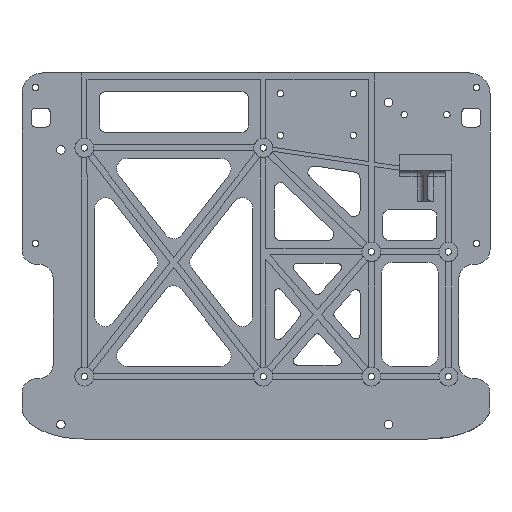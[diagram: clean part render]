
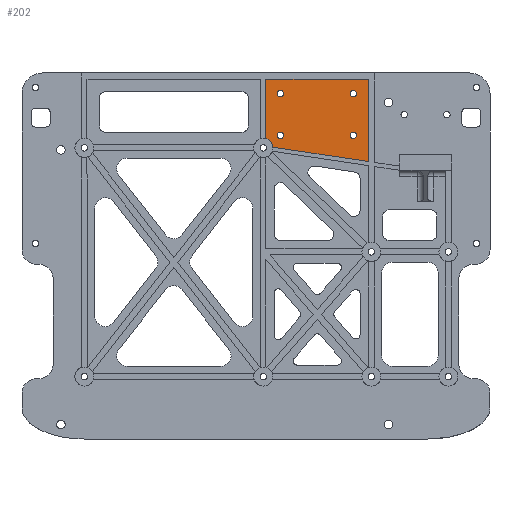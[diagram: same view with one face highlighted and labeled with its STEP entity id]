
A CAD part, front view. The second image highlights one B-rep face of the part: STEP entity #202.
In plain terms, the highlighted planar face has unit normal (0, -1, 0).
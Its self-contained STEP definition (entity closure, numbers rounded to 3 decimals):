
#48 = CARTESIAN_POINT ( 'NONE',  ( 4.75, 0., 86. ) ) ;
#139 = DIRECTION ( 'NONE',  ( 0., 0., -1. ) ) ;
#147 = CARTESIAN_POINT ( 'NONE',  ( 46.75, 0., 59. ) ) ;
#192 = LINE ( 'NONE', #6602, #12350 ) ;
#202 = ADVANCED_FACE ( 'NONE', ( #17826, #11047, #3681, #408, #4109 ), #7169, .F. ) ;
#231 = DIRECTION ( 'NONE',  ( 0., 0., 1. ) ) ;
#288 = CARTESIAN_POINT ( 'NONE',  ( 4.75, 0., 57.375 ) ) ;
#408 = FACE_BOUND ( 'NONE', #952, .T. ) ;
#437 = EDGE_CURVE ( 'NONE', #8616, #7409, #192, .T. ) ;
#679 = EDGE_CURVE ( 'NONE', #4193, #8616, #7365, .T. ) ;
#952 = EDGE_LOOP ( 'NONE', ( #16997, #17510 ) ) ;
#1027 = VECTOR ( 'NONE', #14512, 1000. ) ;
#1217 = DIRECTION ( 'NONE',  ( 0., -1., 0. ) ) ;
#1328 = DIRECTION ( 'NONE',  ( 0., 0., -1. ) ) ;
#1488 = EDGE_CURVE ( 'NONE', #8034, #8657, #1904, .T. ) ;
#1533 = AXIS2_PLACEMENT_3D ( 'NONE', #9499, #1217, #2414 ) ;
#1694 = EDGE_CURVE ( 'NONE', #7409, #3760, #2980, .T. ) ;
#1904 = CIRCLE ( 'NONE', #5253, 1.55 ) ;
#2350 = CIRCLE ( 'NONE', #6477, 1.55 ) ;
#2414 = DIRECTION ( 'NONE',  ( 0., 0., 1. ) ) ;
#2971 = DIRECTION ( 'NONE',  ( 0., -1., 0. ) ) ;
#2974 = LINE ( 'NONE', #48, #1027 ) ;
#2980 = CIRCLE ( 'NONE', #1533, 4.55 ) ;
#3082 = EDGE_LOOP ( 'NONE', ( #17011, #14998, #14996, #16740, #9140 ) ) ;
#3574 = CARTESIAN_POINT ( 'NONE',  ( 8.039, 0., 53.321 ) ) ;
#3681 = FACE_BOUND ( 'NONE', #4172, .T. ) ;
#3702 = CARTESIAN_POINT ( 'NONE',  ( 11.75, 0., 59. ) ) ;
#3726 = AXIS2_PLACEMENT_3D ( 'NONE', #17066, #8724, #231 ) ;
#3760 = VERTEX_POINT ( 'NONE', #9807 ) ;
#3977 = DIRECTION ( 'NONE',  ( 0., 0., -1. ) ) ;
#4036 = EDGE_CURVE ( 'NONE', #11963, #12066, #6743, .T. ) ;
#4054 = CARTESIAN_POINT ( 'NONE',  ( 46.75, 0., 80.55 ) ) ;
#4079 = AXIS2_PLACEMENT_3D ( 'NONE', #147, #5570, #4359 ) ;
#4109 = FACE_OUTER_BOUND ( 'NONE', #3082, .T. ) ;
#4172 = EDGE_LOOP ( 'NONE', ( #15624, #8590 ) ) ;
#4193 = VERTEX_POINT ( 'NONE', #9249 ) ;
#4285 = DIRECTION ( 'NONE',  ( 0., -1., 0. ) ) ;
#4359 = DIRECTION ( 'NONE',  ( 0., 0., -1. ) ) ;
#4507 = VERTEX_POINT ( 'NONE', #17289 ) ;
#4862 = AXIS2_PLACEMENT_3D ( 'NONE', #17206, #6084, #7489 ) ;
#5253 = AXIS2_PLACEMENT_3D ( 'NONE', #3702, #17625, #17379 ) ;
#5347 = EDGE_CURVE ( 'NONE', #14387, #15082, #10144, .T. ) ;
#5375 = DIRECTION ( 'NONE',  ( 0., -1., 0. ) ) ;
#5570 = DIRECTION ( 'NONE',  ( 0., -1., 0. ) ) ;
#5666 = CARTESIAN_POINT ( 'NONE',  ( 46.75, 0., 60.55 ) ) ;
#6084 = DIRECTION ( 'NONE',  ( 0., -1., 0. ) ) ;
#6238 = CARTESIAN_POINT ( 'NONE',  ( 46.75, 0., 79. ) ) ;
#6477 = AXIS2_PLACEMENT_3D ( 'NONE', #12596, #4285, #139 ) ;
#6602 = CARTESIAN_POINT ( 'NONE',  ( 69., 0., 44.2 ) ) ;
#6710 = DIRECTION ( 'NONE',  ( 0., -1., 0. ) ) ;
#6720 = CARTESIAN_POINT ( 'NONE',  ( 54., 0., 7.296 ) ) ;
#6741 = EDGE_CURVE ( 'NONE', #4507, #4193, #2974, .T. ) ;
#6743 = CIRCLE ( 'NONE', #15071, 1.55 ) ;
#6889 = CARTESIAN_POINT ( 'NONE',  ( 11.75, 0., 80.55 ) ) ;
#7169 = PLANE ( 'NONE',  #3726 ) ;
#7229 = DIRECTION ( 'NONE',  ( 0., 0., -1. ) ) ;
#7365 = LINE ( 'NONE', #6720, #17374 ) ;
#7409 = VERTEX_POINT ( 'NONE', #3574 ) ;
#7463 = DIRECTION ( 'NONE',  ( 0., -1., 0. ) ) ;
#7489 = DIRECTION ( 'NONE',  ( 0., 0., -1. ) ) ;
#7602 = EDGE_CURVE ( 'NONE', #8657, #8034, #17953, .T. ) ;
#7869 = AXIS2_PLACEMENT_3D ( 'NONE', #8256, #5375, #3977 ) ;
#8034 = VERTEX_POINT ( 'NONE', #10388 ) ;
#8225 = CIRCLE ( 'NONE', #4079, 1.55 ) ;
#8256 = CARTESIAN_POINT ( 'NONE',  ( 46.75, 0., 79. ) ) ;
#8521 = CARTESIAN_POINT ( 'NONE',  ( 46.75, 0., 77.45 ) ) ;
#8590 = ORIENTED_EDGE ( 'NONE', *, *, #1488, .F. ) ;
#8616 = VERTEX_POINT ( 'NONE', #14662 ) ;
#8657 = VERTEX_POINT ( 'NONE', #11798 ) ;
#8724 = DIRECTION ( 'NONE',  ( 0., 1., 0. ) ) ;
#9140 = ORIENTED_EDGE ( 'NONE', *, *, #437, .F. ) ;
#9249 = CARTESIAN_POINT ( 'NONE',  ( 54., 0., 86. ) ) ;
#9498 = EDGE_CURVE ( 'NONE', #12066, #11963, #12832, .T. ) ;
#9499 = CARTESIAN_POINT ( 'NONE',  ( 3.5, 0., 53. ) ) ;
#9807 = CARTESIAN_POINT ( 'NONE',  ( 4.75, 0., 57.375 ) ) ;
#10132 = ORIENTED_EDGE ( 'NONE', *, *, #4036, .F. ) ;
#10144 = CIRCLE ( 'NONE', #10175, 1.55 ) ;
#10175 = AXIS2_PLACEMENT_3D ( 'NONE', #12779, #2971, #7229 ) ;
#10206 = EDGE_CURVE ( 'NONE', #15082, #14387, #2350, .T. ) ;
#10259 = ORIENTED_EDGE ( 'NONE', *, *, #10206, .F. ) ;
#10388 = CARTESIAN_POINT ( 'NONE',  ( 11.75, 0., 60.55 ) ) ;
#10642 = VERTEX_POINT ( 'NONE', #5666 ) ;
#10740 = CARTESIAN_POINT ( 'NONE',  ( 11.75, 0., 77.45 ) ) ;
#11047 = FACE_BOUND ( 'NONE', #14630, .T. ) ;
#11174 = EDGE_CURVE ( 'NONE', #10642, #16329, #17948, .T. ) ;
#11238 = VECTOR ( 'NONE', #13270, 1000. ) ;
#11798 = CARTESIAN_POINT ( 'NONE',  ( 11.75, 0., 57.45 ) ) ;
#11939 = DIRECTION ( 'NONE',  ( -0.989, 0., 0.148 ) ) ;
#11963 = VERTEX_POINT ( 'NONE', #4054 ) ;
#11966 = ORIENTED_EDGE ( 'NONE', *, *, #9498, .F. ) ;
#12066 = VERTEX_POINT ( 'NONE', #8521 ) ;
#12350 = VECTOR ( 'NONE', #11939, 1000. ) ;
#12596 = CARTESIAN_POINT ( 'NONE',  ( 11.75, 0., 79. ) ) ;
#12779 = CARTESIAN_POINT ( 'NONE',  ( 11.75, 0., 79. ) ) ;
#12832 = CIRCLE ( 'NONE', #7869, 1.55 ) ;
#12959 = DIRECTION ( 'NONE',  ( 0., 0., -1. ) ) ;
#13270 = DIRECTION ( 'NONE',  ( 0., 0., 1. ) ) ;
#13794 = EDGE_CURVE ( 'NONE', #16329, #10642, #8225, .T. ) ;
#13846 = LINE ( 'NONE', #288, #11238 ) ;
#13940 = AXIS2_PLACEMENT_3D ( 'NONE', #15031, #6710, #16478 ) ;
#14387 = VERTEX_POINT ( 'NONE', #10740 ) ;
#14512 = DIRECTION ( 'NONE',  ( 1., 0., 0. ) ) ;
#14630 = EDGE_LOOP ( 'NONE', ( #17279, #10259 ) ) ;
#14662 = CARTESIAN_POINT ( 'NONE',  ( 54., 0., 46.444 ) ) ;
#14996 = ORIENTED_EDGE ( 'NONE', *, *, #17679, .F. ) ;
#14998 = ORIENTED_EDGE ( 'NONE', *, *, #6741, .F. ) ;
#15031 = CARTESIAN_POINT ( 'NONE',  ( 11.75, 0., 59. ) ) ;
#15071 = AXIS2_PLACEMENT_3D ( 'NONE', #6238, #7463, #12959 ) ;
#15082 = VERTEX_POINT ( 'NONE', #6889 ) ;
#15624 = ORIENTED_EDGE ( 'NONE', *, *, #7602, .F. ) ;
#15918 = CARTESIAN_POINT ( 'NONE',  ( 46.75, 0., 57.45 ) ) ;
#16329 = VERTEX_POINT ( 'NONE', #15918 ) ;
#16343 = EDGE_LOOP ( 'NONE', ( #11966, #10132 ) ) ;
#16478 = DIRECTION ( 'NONE',  ( 0., 0., -1. ) ) ;
#16740 = ORIENTED_EDGE ( 'NONE', *, *, #1694, .F. ) ;
#16997 = ORIENTED_EDGE ( 'NONE', *, *, #13794, .F. ) ;
#17011 = ORIENTED_EDGE ( 'NONE', *, *, #679, .F. ) ;
#17066 = CARTESIAN_POINT ( 'NONE',  ( 0., 0., 0. ) ) ;
#17206 = CARTESIAN_POINT ( 'NONE',  ( 46.75, 0., 59. ) ) ;
#17279 = ORIENTED_EDGE ( 'NONE', *, *, #5347, .F. ) ;
#17289 = CARTESIAN_POINT ( 'NONE',  ( 4.75, 0., 86. ) ) ;
#17374 = VECTOR ( 'NONE', #1328, 1000. ) ;
#17379 = DIRECTION ( 'NONE',  ( 0., 0., -1. ) ) ;
#17510 = ORIENTED_EDGE ( 'NONE', *, *, #11174, .F. ) ;
#17625 = DIRECTION ( 'NONE',  ( 0., -1., 0. ) ) ;
#17679 = EDGE_CURVE ( 'NONE', #3760, #4507, #13846, .T. ) ;
#17826 = FACE_BOUND ( 'NONE', #16343, .T. ) ;
#17948 = CIRCLE ( 'NONE', #4862, 1.55 ) ;
#17953 = CIRCLE ( 'NONE', #13940, 1.55 ) ;
